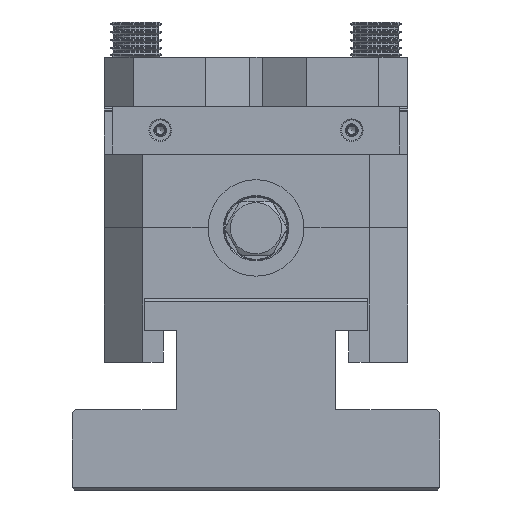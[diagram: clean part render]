
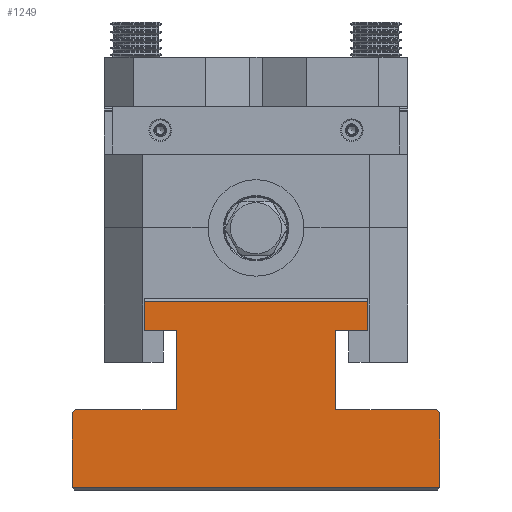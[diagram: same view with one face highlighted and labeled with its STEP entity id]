
A CAD part, left-side view. The second image highlights one B-rep face of the part: STEP entity #1249.
In plain terms, the highlighted planar face has unit normal (-1, 0, 0).
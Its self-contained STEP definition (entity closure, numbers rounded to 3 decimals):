
#898=FACE_OUTER_BOUND('',#5401,.T.);
#1249=ADVANCED_FACE('',(#898),#2135,.T.);
#2135=PLANE('',#13539);
#2512=LINE('',#19130,#3378);
#2518=LINE('',#19144,#3384);
#2524=LINE('',#19157,#3390);
#2540=LINE('',#19196,#3406);
#2541=LINE('',#19199,#3407);
#2542=LINE('',#19200,#3408);
#2543=LINE('',#19201,#3409);
#2544=LINE('',#19203,#3410);
#2545=LINE('',#19205,#3411);
#2546=LINE('',#19207,#3412);
#2547=LINE('',#19209,#3413);
#2548=LINE('',#19210,#3414);
#2549=LINE('',#19212,#3415);
#2550=LINE('',#19214,#3416);
#2551=LINE('',#19216,#3417);
#2552=LINE('',#19218,#3418);
#3378=VECTOR('',#15118,1.);
#3384=VECTOR('',#15126,1.);
#3390=VECTOR('',#15136,1.);
#3406=VECTOR('',#15162,1.);
#3407=VECTOR('',#15163,1.);
#3408=VECTOR('',#15164,1.);
#3409=VECTOR('',#15165,1.);
#3410=VECTOR('',#15166,1.);
#3411=VECTOR('',#15167,1.);
#3412=VECTOR('',#15168,1.);
#3413=VECTOR('',#15169,1.);
#3414=VECTOR('',#15170,1.);
#3415=VECTOR('',#15171,1.);
#3416=VECTOR('',#15172,1.);
#3417=VECTOR('',#15173,1.);
#3418=VECTOR('',#15174,1.);
#5401=EDGE_LOOP('',(#6889,#6890,#6891,#6892,#6893,#6894,#6895,#6896,#6897,
#6898,#6899,#6900,#6901,#6902,#6903,#6904));
#6889=ORIENTED_EDGE('',*,*,#11307,.T.);
#6890=ORIENTED_EDGE('',*,*,#11308,.T.);
#6891=ORIENTED_EDGE('',*,*,#11277,.F.);
#6892=ORIENTED_EDGE('',*,*,#11309,.T.);
#6893=ORIENTED_EDGE('',*,*,#11283,.T.);
#6894=ORIENTED_EDGE('',*,*,#11310,.T.);
#6895=ORIENTED_EDGE('',*,*,#11311,.F.);
#6896=ORIENTED_EDGE('',*,*,#11312,.F.);
#6897=ORIENTED_EDGE('',*,*,#11313,.F.);
#6898=ORIENTED_EDGE('',*,*,#11314,.T.);
#6899=ORIENTED_EDGE('',*,*,#11289,.T.);
#6900=ORIENTED_EDGE('',*,*,#11315,.T.);
#6901=ORIENTED_EDGE('',*,*,#11316,.F.);
#6902=ORIENTED_EDGE('',*,*,#11317,.T.);
#6903=ORIENTED_EDGE('',*,*,#11318,.T.);
#6904=ORIENTED_EDGE('',*,*,#11319,.T.);
#10011=VERTEX_POINT('',#19131);
#10012=VERTEX_POINT('',#19132);
#10017=VERTEX_POINT('',#19143);
#10018=VERTEX_POINT('',#19145);
#10023=VERTEX_POINT('',#19158);
#10024=VERTEX_POINT('',#19159);
#10041=VERTEX_POINT('',#19197);
#10042=VERTEX_POINT('',#19198);
#10043=VERTEX_POINT('',#19202);
#10044=VERTEX_POINT('',#19204);
#10045=VERTEX_POINT('',#19206);
#10046=VERTEX_POINT('',#19208);
#10047=VERTEX_POINT('',#19211);
#10048=VERTEX_POINT('',#19213);
#10049=VERTEX_POINT('',#19215);
#10050=VERTEX_POINT('',#19217);
#11277=EDGE_CURVE('',#10011,#10012,#2512,.T.);
#11283=EDGE_CURVE('',#10018,#10017,#2518,.T.);
#11289=EDGE_CURVE('',#10023,#10024,#2524,.T.);
#11307=EDGE_CURVE('',#10041,#10042,#2540,.T.);
#11308=EDGE_CURVE('',#10042,#10012,#2541,.T.);
#11309=EDGE_CURVE('',#10011,#10018,#2542,.T.);
#11310=EDGE_CURVE('',#10017,#10043,#2543,.T.);
#11311=EDGE_CURVE('',#10044,#10043,#2544,.T.);
#11312=EDGE_CURVE('',#10045,#10044,#2545,.T.);
#11313=EDGE_CURVE('',#10046,#10045,#2546,.T.);
#11314=EDGE_CURVE('',#10046,#10023,#2547,.T.);
#11315=EDGE_CURVE('',#10024,#10047,#2548,.T.);
#11316=EDGE_CURVE('',#10048,#10047,#2549,.T.);
#11317=EDGE_CURVE('',#10048,#10049,#2550,.T.);
#11318=EDGE_CURVE('',#10049,#10050,#2551,.T.);
#11319=EDGE_CURVE('',#10050,#10041,#2552,.T.);
#13539=AXIS2_PLACEMENT_3D('',#19219,#15175,#15176);
#15118=DIRECTION('',(0.,0.,1.));
#15126=DIRECTION('',(0.,0.,1.));
#15136=DIRECTION('',(0.,0.,1.));
#15162=DIRECTION('',(0.,1.,0.));
#15163=DIRECTION('',(0.,0.707,-0.707));
#15164=DIRECTION('',(0.,-1.,0.));
#15165=DIRECTION('',(0.,0.707,0.707));
#15166=DIRECTION('',(0.,-1.,0.));
#15167=DIRECTION('',(0.,0.,-1.));
#15168=DIRECTION('',(0.,1.,0.));
#15169=DIRECTION('',(0.,-0.707,0.707));
#15170=DIRECTION('',(0.,1.,0.));
#15171=DIRECTION('',(0.,0.,1.));
#15172=DIRECTION('',(0.,-0.707,-0.707));
#15173=DIRECTION('',(0.,-1.,0.));
#15174=DIRECTION('',(0.,0.,-1.));
#15175=DIRECTION('',(-1.,0.,0.));
#15176=DIRECTION('',(0.,0.,1.));
#19130=CARTESIAN_POINT('',(160.295,100.,-5.4));
#19131=CARTESIAN_POINT('',(160.295,100.,-4.4));
#19132=CARTESIAN_POINT('',(160.295,100.,19.));
#19143=CARTESIAN_POINT('',(160.295,-15.,19.));
#19144=CARTESIAN_POINT('',(160.295,-15.,-5.4));
#19145=CARTESIAN_POINT('',(160.295,-15.,-4.4));
#19157=CARTESIAN_POINT('',(160.295,7.5,-5.4));
#19158=CARTESIAN_POINT('',(160.295,7.5,45.4));
#19159=CARTESIAN_POINT('',(160.295,7.5,54.));
#19196=CARTESIAN_POINT('',(160.295,42.5,20.));
#19197=CARTESIAN_POINT('',(160.295,67.5,20.));
#19198=CARTESIAN_POINT('',(160.295,99.,20.));
#19199=CARTESIAN_POINT('',(160.295,83.45,35.55));
#19200=CARTESIAN_POINT('',(160.295,42.5,-4.4));
#19201=CARTESIAN_POINT('',(160.295,1.55,35.55));
#19202=CARTESIAN_POINT('',(160.295,-14.,20.));
#19203=CARTESIAN_POINT('',(160.295,42.5,20.));
#19204=CARTESIAN_POINT('',(160.295,17.5,20.));
#19205=CARTESIAN_POINT('',(160.295,17.5,-5.4));
#19206=CARTESIAN_POINT('',(160.295,17.5,44.8));
#19207=CARTESIAN_POINT('',(160.295,42.5,44.8));
#19208=CARTESIAN_POINT('',(160.295,8.1,44.8));
#19209=CARTESIAN_POINT('',(160.295,50.4,2.5));
#19210=CARTESIAN_POINT('',(160.295,42.5,54.));
#19211=CARTESIAN_POINT('',(160.295,77.5,54.));
#19212=CARTESIAN_POINT('',(160.295,77.5,-5.4));
#19213=CARTESIAN_POINT('',(160.295,77.5,45.4));
#19214=CARTESIAN_POINT('',(160.295,34.6,2.5));
#19215=CARTESIAN_POINT('',(160.295,76.9,44.8));
#19216=CARTESIAN_POINT('',(160.295,87.5,44.8));
#19217=CARTESIAN_POINT('',(160.295,67.5,44.8));
#19218=CARTESIAN_POINT('',(160.295,67.5,-5.4));
#19219=CARTESIAN_POINT('',(160.295,42.5,-5.4));
